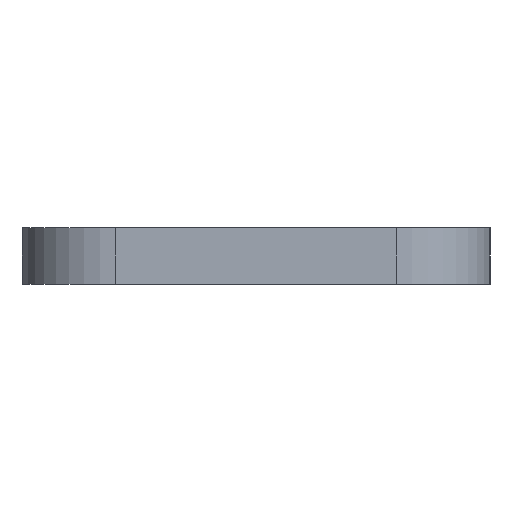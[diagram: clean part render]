
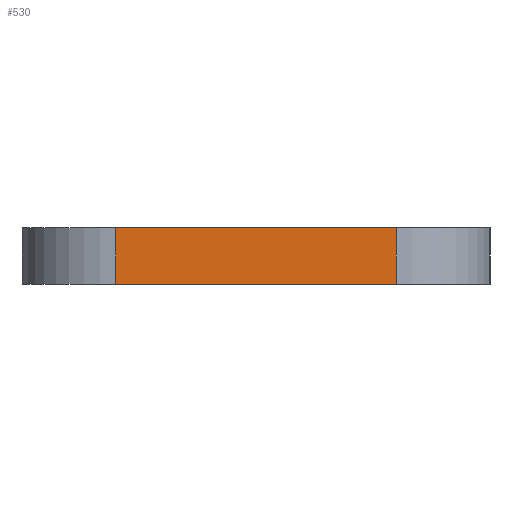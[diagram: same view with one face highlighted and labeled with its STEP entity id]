
A CAD part, left-side view. The second image highlights one B-rep face of the part: STEP entity #530.
In plain terms, the highlighted planar face has unit normal (-1, 0, 0).
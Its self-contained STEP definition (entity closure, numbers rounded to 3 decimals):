
#56 = VECTOR ( 'NONE', #673, 1000. ) ;
#144 = CARTESIAN_POINT ( 'NONE',  ( -135., 14.9, 6. ) ) ;
#172 = EDGE_CURVE ( 'NONE', #321, #485, #385, .T. ) ;
#178 = VERTEX_POINT ( 'NONE', #719 ) ;
#197 = ORIENTED_EDGE ( 'NONE', *, *, #848, .T. ) ;
#212 = AXIS2_PLACEMENT_3D ( 'NONE', #456, #529, #441 ) ;
#270 = EDGE_CURVE ( 'NONE', #773, #321, #409, .T. ) ;
#283 = DIRECTION ( 'NONE',  ( 0., 0., -1. ) ) ;
#313 = PLANE ( 'NONE',  #212 ) ;
#321 = VERTEX_POINT ( 'NONE', #602 ) ;
#375 = VECTOR ( 'NONE', #283, 1000. ) ;
#385 = LINE ( 'NONE', #853, #418 ) ;
#398 = ORIENTED_EDGE ( 'NONE', *, *, #660, .F. ) ;
#409 = LINE ( 'NONE', #482, #56 ) ;
#418 = VECTOR ( 'NONE', #460, 1000. ) ;
#424 = LINE ( 'NONE', #144, #375 ) ;
#441 = DIRECTION ( 'NONE',  ( 0., 0., 1. ) ) ;
#456 = CARTESIAN_POINT ( 'NONE',  ( -135., -24.9, 6. ) ) ;
#460 = DIRECTION ( 'NONE',  ( 0., 1., 0. ) ) ;
#482 = CARTESIAN_POINT ( 'NONE',  ( -135., -14.9, 6. ) ) ;
#485 = VERTEX_POINT ( 'NONE', #869 ) ;
#529 = DIRECTION ( 'NONE',  ( -1., 0., 0. ) ) ;
#530 = ADVANCED_FACE ( 'NONE', ( #852 ), #313, .T. ) ;
#601 = LINE ( 'NONE', #676, #637 ) ;
#602 = CARTESIAN_POINT ( 'NONE',  ( -135., -14.9, 6. ) ) ;
#637 = VECTOR ( 'NONE', #731, 1000. ) ;
#660 = EDGE_CURVE ( 'NONE', #773, #178, #601, .T. ) ;
#673 = DIRECTION ( 'NONE',  ( 0., 0., 1. ) ) ;
#676 = CARTESIAN_POINT ( 'NONE',  ( -135., -24.9, 0. ) ) ;
#688 = ORIENTED_EDGE ( 'NONE', *, *, #270, .T. ) ;
#719 = CARTESIAN_POINT ( 'NONE',  ( -135., 14.9, 0. ) ) ;
#731 = DIRECTION ( 'NONE',  ( 0., 1., 0. ) ) ;
#743 = CARTESIAN_POINT ( 'NONE',  ( -135., -14.9, 0. ) ) ;
#773 = VERTEX_POINT ( 'NONE', #743 ) ;
#848 = EDGE_CURVE ( 'NONE', #485, #178, #424, .T. ) ;
#852 = FACE_OUTER_BOUND ( 'NONE', #874, .T. ) ;
#853 = CARTESIAN_POINT ( 'NONE',  ( -135., -24.9, 6. ) ) ;
#869 = CARTESIAN_POINT ( 'NONE',  ( -135., 14.9, 6. ) ) ;
#874 = EDGE_LOOP ( 'NONE', ( #398, #688, #895, #197 ) ) ;
#895 = ORIENTED_EDGE ( 'NONE', *, *, #172, .T. ) ;
